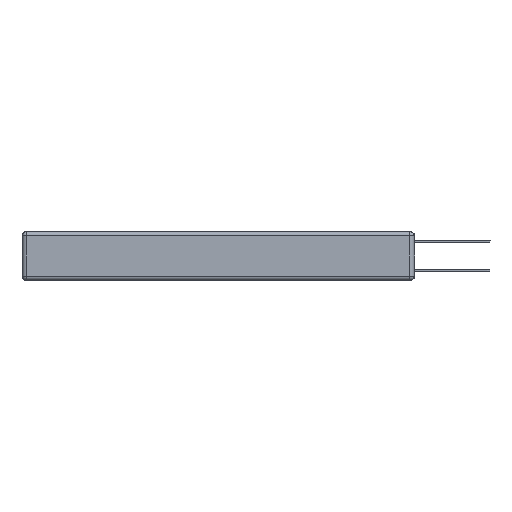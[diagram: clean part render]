
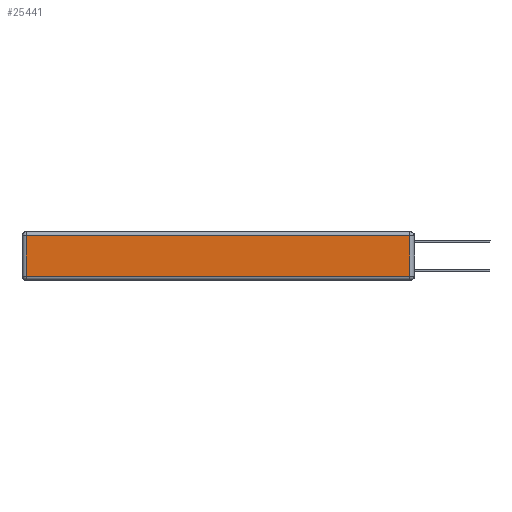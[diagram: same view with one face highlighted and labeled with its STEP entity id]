
A CAD part, left-side view. The second image highlights one B-rep face of the part: STEP entity #25441.
In plain terms, the highlighted planar face has unit normal (-1, 0, 0).
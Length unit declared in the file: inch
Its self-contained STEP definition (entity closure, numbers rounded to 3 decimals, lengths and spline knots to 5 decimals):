
#345 = DIRECTION ( 'NONE',  ( 0., 0., -1. ) ) ;
#794 = VECTOR ( 'NONE', #2552, 39.37008 ) ;
#986 = DIRECTION ( 'NONE',  ( 0., 1., 0. ) ) ;
#1065 = EDGE_CURVE ( 'NONE', #5492, #7408, #8412, .T. ) ;
#1988 = CARTESIAN_POINT ( 'NONE',  ( 0., 0.03, -0.313 ) ) ;
#2233 = VERTEX_POINT ( 'NONE', #17421 ) ;
#2552 = DIRECTION ( 'NONE',  ( 0., -1., 0. ) ) ;
#3068 = PLANE ( 'NONE',  #5695 ) ;
#3113 = VECTOR ( 'NONE', #345, 39.37008 ) ;
#3441 = FACE_OUTER_BOUND ( 'NONE', #7783, .T. ) ;
#3790 = ORIENTED_EDGE ( 'NONE', *, *, #13146, .T. ) ;
#5492 = VERTEX_POINT ( 'NONE', #1988 ) ;
#5695 = AXIS2_PLACEMENT_3D ( 'NONE', #11319, #20918, #10947 ) ;
#6169 = CARTESIAN_POINT ( 'NONE',  ( 0., 0., -0.313 ) ) ;
#6805 = LINE ( 'NONE', #12621, #23579 ) ;
#7408 = VERTEX_POINT ( 'NONE', #7612 ) ;
#7612 = CARTESIAN_POINT ( 'NONE',  ( 0., 0.03, -0.03 ) ) ;
#7783 = EDGE_LOOP ( 'NONE', ( #3790, #15620, #8784, #8162 ) ) ;
#8162 = ORIENTED_EDGE ( 'NONE', *, *, #22410, .T. ) ;
#8412 = LINE ( 'NONE', #22748, #13649 ) ;
#8784 = ORIENTED_EDGE ( 'NONE', *, *, #16754, .T. ) ;
#9018 = DIRECTION ( 'NONE',  ( 0., 0., 1. ) ) ;
#10283 = CARTESIAN_POINT ( 'NONE',  ( 0., 2.72, -0.343 ) ) ;
#10947 = DIRECTION ( 'NONE',  ( 0., 0., 1. ) ) ;
#11319 = CARTESIAN_POINT ( 'NONE',  ( 0., 0., -0.343 ) ) ;
#12621 = CARTESIAN_POINT ( 'NONE',  ( 0., 2.75, -0.03 ) ) ;
#13146 = EDGE_CURVE ( 'NONE', #16042, #5492, #19614, .T. ) ;
#13649 = VECTOR ( 'NONE', #9018, 39.37008 ) ;
#14555 = LINE ( 'NONE', #10283, #3113 ) ;
#15620 = ORIENTED_EDGE ( 'NONE', *, *, #1065, .T. ) ;
#16042 = VERTEX_POINT ( 'NONE', #17331 ) ;
#16754 = EDGE_CURVE ( 'NONE', #7408, #2233, #6805, .T. ) ;
#17331 = CARTESIAN_POINT ( 'NONE',  ( 0., 2.72, -0.313 ) ) ;
#17421 = CARTESIAN_POINT ( 'NONE',  ( 0., 2.72, -0.03 ) ) ;
#19614 = LINE ( 'NONE', #6169, #794 ) ;
#20918 = DIRECTION ( 'NONE',  ( -1., 0., 0. ) ) ;
#22410 = EDGE_CURVE ( 'NONE', #2233, #16042, #14555, .T. ) ;
#22748 = CARTESIAN_POINT ( 'NONE',  ( 0., 0.03, -0.343 ) ) ;
#23579 = VECTOR ( 'NONE', #986, 39.37008 ) ;
#25441 = ADVANCED_FACE ( 'NONE', ( #3441 ), #3068, .T. ) ;
